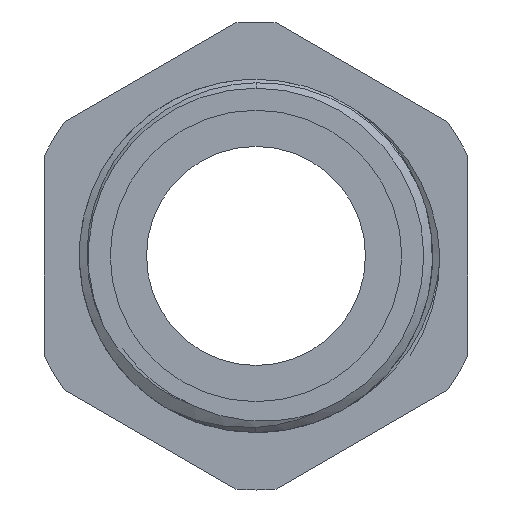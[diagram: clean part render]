
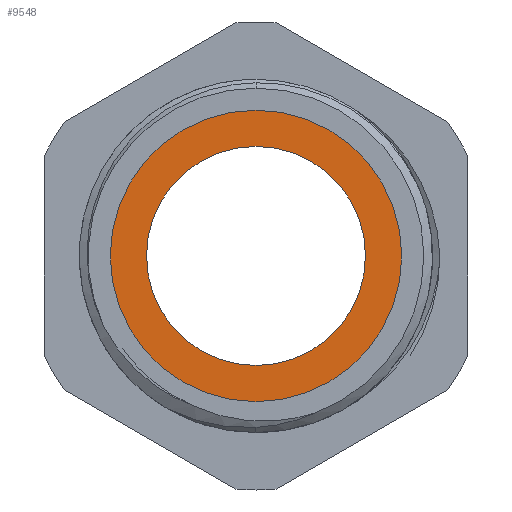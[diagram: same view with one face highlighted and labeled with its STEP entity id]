
A CAD part, front view. The second image highlights one B-rep face of the part: STEP entity #9548.
In plain terms, the highlighted planar face has unit normal (0, -1, 0).
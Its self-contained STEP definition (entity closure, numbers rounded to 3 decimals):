
#57 = AXIS2_PLACEMENT_3D ( 'NONE', #3429, #10435, #4455 ) ;
#380 = DIRECTION ( 'NONE',  ( 0., 1., 0. ) ) ;
#728 = DIRECTION ( 'NONE',  ( 0., 0., 1. ) ) ;
#844 = AXIS2_PLACEMENT_3D ( 'NONE', #9247, #5290, #12306 ) ;
#1110 = CIRCLE ( 'NONE', #7451, 8.25 ) ;
#1556 = VERTEX_POINT ( 'NONE', #5906 ) ;
#3098 = CIRCLE ( 'NONE', #57, 6.2 ) ;
#3429 = CARTESIAN_POINT ( 'NONE',  ( 0., 7.4, 0. ) ) ;
#3678 = CARTESIAN_POINT ( 'NONE',  ( 0., 7.4, 0. ) ) ;
#3769 = ORIENTED_EDGE ( 'NONE', *, *, #5454, .T. ) ;
#4455 = DIRECTION ( 'NONE',  ( 0., 0., 1. ) ) ;
#4676 = DIRECTION ( 'NONE',  ( 0., 0., 1. ) ) ;
#5069 = EDGE_LOOP ( 'NONE', ( #3769, #9139 ) ) ;
#5290 = DIRECTION ( 'NONE',  ( 0., 1., 0. ) ) ;
#5313 = VERTEX_POINT ( 'NONE', #6020 ) ;
#5336 = VERTEX_POINT ( 'NONE', #8007 ) ;
#5454 = EDGE_CURVE ( 'NONE', #5336, #10535, #3098, .T. ) ;
#5906 = CARTESIAN_POINT ( 'NONE',  ( 0., 7.4, -8.25 ) ) ;
#6020 = CARTESIAN_POINT ( 'NONE',  ( 0., 7.4, 8.25 ) ) ;
#6331 = CARTESIAN_POINT ( 'NONE',  ( 0., 7.4, 0. ) ) ;
#6407 = CIRCLE ( 'NONE', #11036, 6.2 ) ;
#6679 = DIRECTION ( 'NONE',  ( 0., 1., 0. ) ) ;
#6998 = FACE_OUTER_BOUND ( 'NONE', #7783, .T. ) ;
#7154 = AXIS2_PLACEMENT_3D ( 'NONE', #3678, #10670, #4676 ) ;
#7331 = DIRECTION ( 'NONE',  ( 0., 0., 1. ) ) ;
#7451 = AXIS2_PLACEMENT_3D ( 'NONE', #6331, #380, #7331 ) ;
#7783 = EDGE_LOOP ( 'NONE', ( #9556, #10199 ) ) ;
#7944 = CIRCLE ( 'NONE', #7154, 8.25 ) ;
#8007 = CARTESIAN_POINT ( 'NONE',  ( 0., 7.4, 6.2 ) ) ;
#8050 = EDGE_CURVE ( 'NONE', #10535, #5336, #6407, .T. ) ;
#8606 = EDGE_CURVE ( 'NONE', #1556, #5313, #7944, .T. ) ;
#9139 = ORIENTED_EDGE ( 'NONE', *, *, #8050, .T. ) ;
#9247 = CARTESIAN_POINT ( 'NONE',  ( 0., 7.4, 0. ) ) ;
#9548 = ADVANCED_FACE ( 'NONE', ( #12359, #6998 ), #12212, .F. ) ;
#9556 = ORIENTED_EDGE ( 'NONE', *, *, #12953, .F. ) ;
#10199 = ORIENTED_EDGE ( 'NONE', *, *, #8606, .F. ) ;
#10435 = DIRECTION ( 'NONE',  ( 0., 1., 0. ) ) ;
#10535 = VERTEX_POINT ( 'NONE', #11420 ) ;
#10670 = DIRECTION ( 'NONE',  ( 0., 1., 0. ) ) ;
#11036 = AXIS2_PLACEMENT_3D ( 'NONE', #12709, #6679, #728 ) ;
#11420 = CARTESIAN_POINT ( 'NONE',  ( 0., 7.4, -6.2 ) ) ;
#12212 = PLANE ( 'NONE',  #844 ) ;
#12306 = DIRECTION ( 'NONE',  ( 0., 0., 1. ) ) ;
#12359 = FACE_BOUND ( 'NONE', #5069, .T. ) ;
#12709 = CARTESIAN_POINT ( 'NONE',  ( 0., 7.4, 0. ) ) ;
#12953 = EDGE_CURVE ( 'NONE', #5313, #1556, #1110, .T. ) ;
